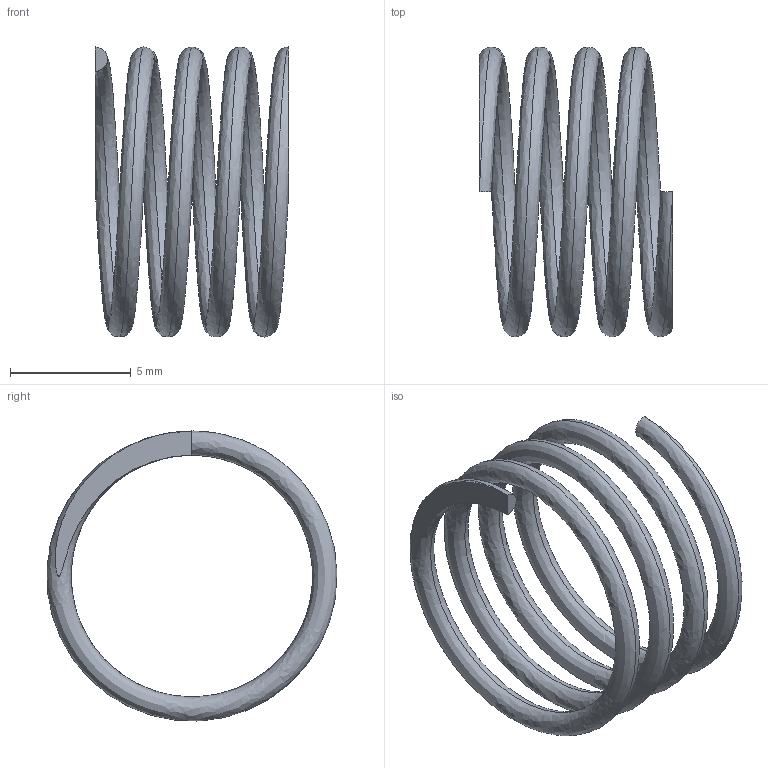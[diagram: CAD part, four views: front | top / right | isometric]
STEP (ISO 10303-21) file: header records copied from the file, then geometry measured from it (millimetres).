
FILE_DESCRIPTION (( 'STEP AP214' ), '1' );
FILE_NAME ('Ïðóæèíà ïîäïÿòíèêà.STEP', '2017-12-18T22:41:37', ( '' ), ( '' ), 'SwSTEP 2.0', 'SolidWorks 2016', '' );
FILE_SCHEMA (( 'AUTOMOTIVE_DESIGN' ));
Length unit declared in the file: millimetre
Products named in the file (1): Ïðóæèíà ïîäïÿòíèêà
Bounding box: 8 x 11.99 x 11.99 mm (x, y, z)
Volume: 105 mm3; surface area: 429.4 mm2
Topology: 1 solids, 1 shells, 6 faces, 8 edges, 4 vertices
Faces by surface type: plane 4, bspline 2
Entity records: 2025 total; most frequent: CARTESIAN_POINT 1910, ORIENTED_EDGE 16, DIRECTION 14, EDGE_CURVE 8, FACE_OUTER_BOUND 6, ADVANCED_FACE 6, AXIS2_PLACEMENT_3D 6, EDGE_LOOP 6
